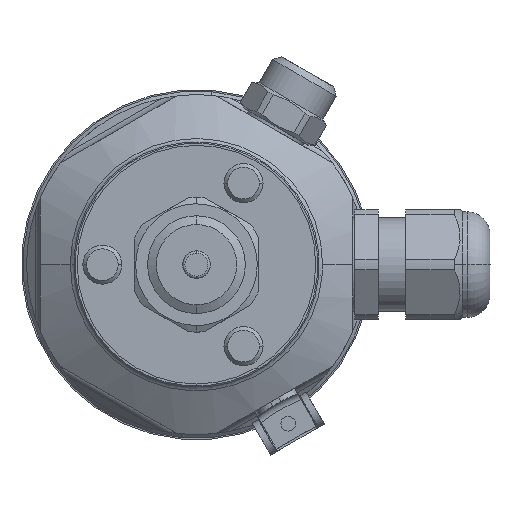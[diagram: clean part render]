
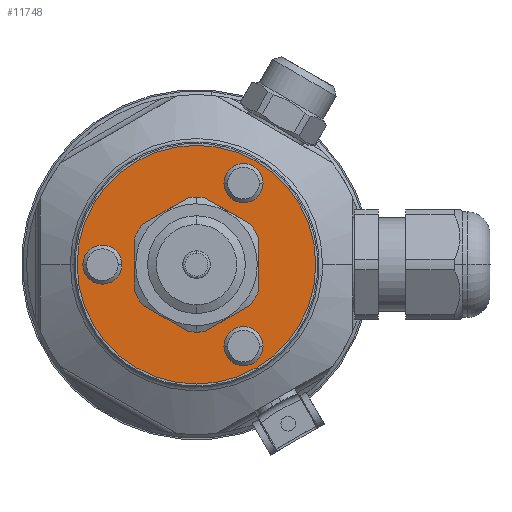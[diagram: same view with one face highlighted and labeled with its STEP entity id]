
A CAD part, front view. The second image highlights one B-rep face of the part: STEP entity #11748.
In plain terms, the highlighted planar face has unit normal (0, -1, 0).
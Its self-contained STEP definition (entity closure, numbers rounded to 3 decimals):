
#9947=CARTESIAN_POINT('',(0.,-27.25,0.));
#9948=DIRECTION('',(0.,1.,0.));
#9949=DIRECTION('',(1.,0.,0.));
#9950=AXIS2_PLACEMENT_3D('',#9947,#9948,#9949);
#9952=CARTESIAN_POINT('',(0.,-27.25,0.));
#9953=DIRECTION('',(0.,1.,0.));
#9954=DIRECTION('',(-1.,0.,0.));
#9955=AXIS2_PLACEMENT_3D('',#9952,#9953,#9954);
#9957=CARTESIAN_POINT('',(-20.5,-27.25,0.));
#9958=DIRECTION('',(0.,1.,0.));
#9959=DIRECTION('',(-1.,0.,0.));
#9960=AXIS2_PLACEMENT_3D('',#9957,#9958,#9959);
#9962=CARTESIAN_POINT('',(-20.5,-27.25,0.));
#9963=DIRECTION('',(0.,1.,0.));
#9964=DIRECTION('',(1.,0.,0.));
#9965=AXIS2_PLACEMENT_3D('',#9962,#9963,#9964);
#9967=CARTESIAN_POINT('',(10.25,-27.25,17.754));
#9968=DIRECTION('',(0.,1.,0.));
#9969=DIRECTION('',(-1.,0.,0.));
#9970=AXIS2_PLACEMENT_3D('',#9967,#9968,#9969);
#9972=CARTESIAN_POINT('',(10.25,-27.25,17.754));
#9973=DIRECTION('',(0.,1.,0.));
#9974=DIRECTION('',(1.,0.,0.));
#9975=AXIS2_PLACEMENT_3D('',#9972,#9973,#9974);
#9977=CARTESIAN_POINT('',(10.25,-27.25,-17.754));
#9978=DIRECTION('',(0.,1.,0.));
#9979=DIRECTION('',(-1.,0.,0.));
#9980=AXIS2_PLACEMENT_3D('',#9977,#9978,#9979);
#9982=CARTESIAN_POINT('',(10.25,-27.25,-17.754));
#9983=DIRECTION('',(0.,1.,0.));
#9984=DIRECTION('',(1.,0.,0.));
#9985=AXIS2_PLACEMENT_3D('',#9982,#9983,#9984);
#9987=CARTESIAN_POINT('',(0.,-27.25,0.));
#9988=DIRECTION('',(0.,-1.,0.));
#9989=DIRECTION('',(1.,0.,0.));
#9990=AXIS2_PLACEMENT_3D('',#9987,#9988,#9989);
#9992=CARTESIAN_POINT('',(0.,-27.25,0.));
#9993=DIRECTION('',(0.,-1.,0.));
#9994=DIRECTION('',(-1.,0.,0.));
#9995=AXIS2_PLACEMENT_3D('',#9992,#9993,#9994);
#10949=CARTESIAN_POINT('',(26.,-27.25,0.));
#10950=CARTESIAN_POINT('',(-26.,-27.25,0.));
#10951=VERTEX_POINT('',#10949);
#10952=VERTEX_POINT('',#10950);
#10993=CARTESIAN_POINT('',(-24.75,-27.25,0.));
#10994=CARTESIAN_POINT('',(-16.25,-27.25,0.));
#10995=VERTEX_POINT('',#10993);
#10996=VERTEX_POINT('',#10994);
#11001=CARTESIAN_POINT('',(6.,-27.25,17.754));
#11002=CARTESIAN_POINT('',(14.5,-27.25,17.754));
#11003=VERTEX_POINT('',#11001);
#11004=VERTEX_POINT('',#11002);
#11009=CARTESIAN_POINT('',(6.,-27.25,-17.754));
#11010=CARTESIAN_POINT('',(14.5,-27.25,-17.754));
#11011=VERTEX_POINT('',#11009);
#11012=VERTEX_POINT('',#11010);
#11017=CARTESIAN_POINT('',(12.5,-27.25,0.));
#11018=CARTESIAN_POINT('',(-12.5,-27.25,0.));
#11019=VERTEX_POINT('',#11017);
#11020=VERTEX_POINT('',#11018);
#11715=CARTESIAN_POINT('',(0.,-27.25,0.));
#11716=DIRECTION('',(0.,1.,0.));
#11717=DIRECTION('',(1.,0.,0.));
#11718=AXIS2_PLACEMENT_3D('',#11715,#11716,#11717);
#11719=PLANE('',#11718);
#11721=ORIENTED_EDGE('',*,*,#11720,.T.);
#11723=ORIENTED_EDGE('',*,*,#11722,.T.);
#11724=EDGE_LOOP('',(#11721,#11723));
#11725=FACE_OUTER_BOUND('',#11724,.F.);
#11727=ORIENTED_EDGE('',*,*,#11726,.F.);
#11729=ORIENTED_EDGE('',*,*,#11728,.F.);
#11730=EDGE_LOOP('',(#11727,#11729));
#11731=FACE_BOUND('',#11730,.F.);
#11733=ORIENTED_EDGE('',*,*,#11732,.F.);
#11735=ORIENTED_EDGE('',*,*,#11734,.F.);
#11736=EDGE_LOOP('',(#11733,#11735));
#11737=FACE_BOUND('',#11736,.F.);
#11739=ORIENTED_EDGE('',*,*,#11738,.F.);
#11741=ORIENTED_EDGE('',*,*,#11740,.F.);
#11742=EDGE_LOOP('',(#11739,#11741));
#11743=FACE_BOUND('',#11742,.F.);
#11744=ORIENTED_EDGE('',*,*,#11702,.T.);
#11745=ORIENTED_EDGE('',*,*,#11681,.T.);
#11746=EDGE_LOOP('',(#11744,#11745));
#11747=FACE_BOUND('',#11746,.F.);
#11748=ADVANCED_FACE('',(#11725,#11731,#11737,#11743,#11747),#11719,.F.);
#9951=CIRCLE('',#9950,26.);
#9956=CIRCLE('',#9955,26.);
#9961=CIRCLE('',#9960,4.25);
#9966=CIRCLE('',#9965,4.25);
#9971=CIRCLE('',#9970,4.25);
#9976=CIRCLE('',#9975,4.25);
#9981=CIRCLE('',#9980,4.25);
#9986=CIRCLE('',#9985,4.25);
#9991=CIRCLE('',#9990,12.5);
#9996=CIRCLE('',#9995,12.5);
#11681=EDGE_CURVE('',#11020,#11019,#9996,.T.);
#11702=EDGE_CURVE('',#11019,#11020,#9991,.T.);
#11720=EDGE_CURVE('',#10951,#10952,#9951,.T.);
#11722=EDGE_CURVE('',#10952,#10951,#9956,.T.);
#11726=EDGE_CURVE('',#10995,#10996,#9961,.T.);
#11728=EDGE_CURVE('',#10996,#10995,#9966,.T.);
#11732=EDGE_CURVE('',#11003,#11004,#9971,.T.);
#11734=EDGE_CURVE('',#11004,#11003,#9976,.T.);
#11738=EDGE_CURVE('',#11011,#11012,#9981,.T.);
#11740=EDGE_CURVE('',#11012,#11011,#9986,.T.);
